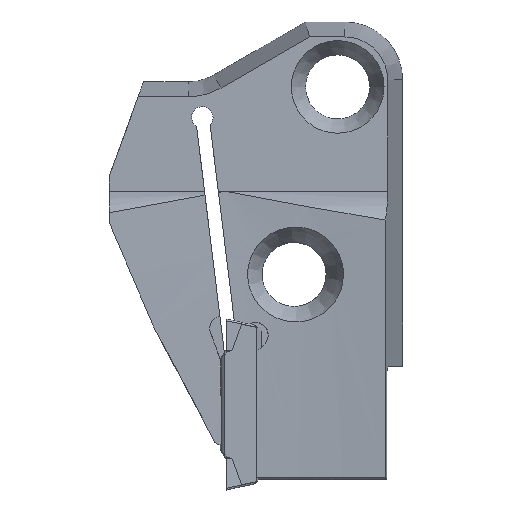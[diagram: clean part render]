
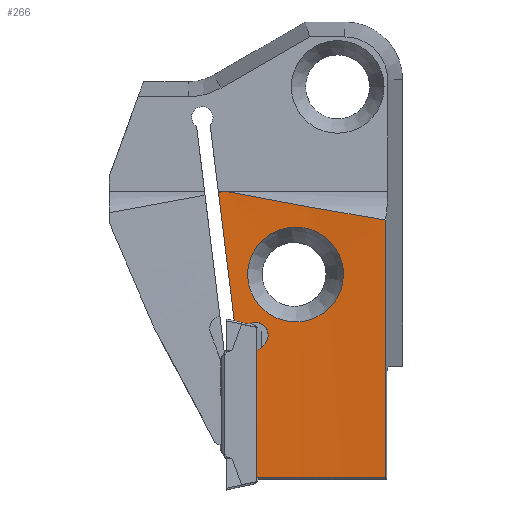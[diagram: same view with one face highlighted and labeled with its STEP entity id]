
A CAD part, left-side view. The second image highlights one B-rep face of the part: STEP entity #266.
In plain terms, the highlighted cylindrical face has radius 147.41 mm (diameter 294.82 mm), a partial arc.
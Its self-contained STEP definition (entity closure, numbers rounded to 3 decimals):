
#266=ADVANCED_FACE('',(#812,#813),#381,.F.);
#381=CYLINDRICAL_SURFACE('',#2115,147.41);
#403=ELLIPSE('',#2112,1209.574,147.41);
#404=ELLIPSE('',#2113,150.703,147.41);
#405=ELLIPSE('',#2114,192.43,147.41);
#438=CIRCLE('',#2111,147.41);
#470=LINE('',#2776,#637);
#471=LINE('',#2781,#638);
#637=VECTOR('',#2270,1.);
#638=VECTOR('',#2273,1.);
#812=FACE_BOUND('',#831,.T.);
#813=FACE_BOUND('',#832,.T.);
#831=EDGE_LOOP('',(#956));
#832=EDGE_LOOP('',(#957,#958,#959,#960,#961,#962,#963,#964,#965));
#956=ORIENTED_EDGE('',*,*,#1751,.F.);
#957=ORIENTED_EDGE('',*,*,#1752,.T.);
#958=ORIENTED_EDGE('',*,*,#1753,.T.);
#959=ORIENTED_EDGE('',*,*,#1754,.T.);
#960=ORIENTED_EDGE('',*,*,#1755,.T.);
#961=ORIENTED_EDGE('',*,*,#1756,.T.);
#962=ORIENTED_EDGE('',*,*,#1757,.T.);
#963=ORIENTED_EDGE('',*,*,#1758,.T.);
#964=ORIENTED_EDGE('',*,*,#1759,.F.);
#965=ORIENTED_EDGE('',*,*,#1760,.F.);
#1556=VERTEX_POINT('',#2775);
#1557=VERTEX_POINT('',#2777);
#1558=VERTEX_POINT('',#2778);
#1559=VERTEX_POINT('',#2780);
#1560=VERTEX_POINT('',#2782);
#1561=VERTEX_POINT('',#2787);
#1562=VERTEX_POINT('',#2792);
#1563=VERTEX_POINT('',#2794);
#1564=VERTEX_POINT('',#2796);
#1565=VERTEX_POINT('',#2828);
#1751=EDGE_CURVE('',#1556,#1556,#2051,.T.);
#1752=EDGE_CURVE('',#1557,#1558,#470,.T.);
#1753=EDGE_CURVE('',#1558,#1559,#438,.T.);
#1754=EDGE_CURVE('',#1559,#1560,#471,.T.);
#1755=EDGE_CURVE('',#1560,#1561,#2052,.T.);
#1756=EDGE_CURVE('',#1561,#1562,#2053,.T.);
#1757=EDGE_CURVE('',#1562,#1563,#403,.T.);
#1758=EDGE_CURVE('',#1563,#1564,#404,.T.);
#1759=EDGE_CURVE('',#1565,#1564,#2054,.T.);
#1760=EDGE_CURVE('',#1557,#1565,#405,.T.);
#2051=B_SPLINE_CURVE_WITH_KNOTS('',3,(#2757,#2758,#2759,#2760,#2761,#2762,
#2763,#2764,#2765,#2766,#2767,#2768,#2769,#2770,#2771,#2772,#2773,#2774),
 .UNSPECIFIED.,.T.,.F.,(2,2,2,2,2,2,2,2,2,2,2),(-0.125,0.,0.125,0.25,0.375,
0.5,0.625,0.75,0.875,1.,1.125),.UNSPECIFIED.);
#2052=B_SPLINE_CURVE_WITH_KNOTS('',3,(#2783,#2784,#2785,#2786),
 .UNSPECIFIED.,.F.,.F.,(4,4),(0.,1.),.UNSPECIFIED.);
#2053=B_SPLINE_CURVE_WITH_KNOTS('',3,(#2788,#2789,#2790,#2791),
 .UNSPECIFIED.,.F.,.F.,(4,4),(0.,1.),.UNSPECIFIED.);
#2054=B_SPLINE_CURVE_WITH_KNOTS('',3,(#2797,#2798,#2799,#2800,#2801,#2802,
#2803,#2804,#2805,#2806,#2807,#2808,#2809,#2810,#2811,#2812,#2813,#2814,
#2815,#2816,#2817,#2818,#2819,#2820,#2821,#2822,#2823,#2824,#2825,#2826,
#2827),.UNSPECIFIED.,.F.,.F.,(4,3,3,3,3,3,3,3,3,3,4),(0.,0.11,
0.225,0.295,0.41,0.524,
0.638,0.753,0.867,0.982,
1.),.UNSPECIFIED.);
#2111=AXIS2_PLACEMENT_3D('',#2779,#2271,#2272);
#2112=AXIS2_PLACEMENT_3D('',#2793,#2274,#2275);
#2113=AXIS2_PLACEMENT_3D('',#2795,#2276,#2277);
#2114=AXIS2_PLACEMENT_3D('',#2829,#2278,#2279);
#2115=AXIS2_PLACEMENT_3D('',#2830,#2280,#2281);
#2270=DIRECTION('',(0.,0.,-1.));
#2271=DIRECTION('',(0.,0.,-1.));
#2272=DIRECTION('',(0.,1.,0.));
#2273=DIRECTION('',(0.,0.,1.));
#2274=DIRECTION('',(0.,0.993,-0.122));
#2275=DIRECTION('',(0.,-0.122,-0.993));
#2276=DIRECTION('',(0.,0.208,-0.978));
#2277=DIRECTION('',(0.,-0.978,-0.208));
#2278=DIRECTION('',(0.,-0.643,-0.766));
#2279=DIRECTION('',(0.,0.766,-0.643));
#2280=DIRECTION('',(0.,0.,-1.));
#2281=DIRECTION('',(0.,1.,0.));
#2757=CARTESIAN_POINT('',(-1.175,6.663,-37.207));
#2758=CARTESIAN_POINT('',(-1.301,5.262,-34.613));
#2759=CARTESIAN_POINT('',(-1.315,5.117,-33.054));
#2760=CARTESIAN_POINT('',(-1.235,5.986,-30.272));
#2761=CARTESIAN_POINT('',(-1.143,7.002,-29.069));
#2762=CARTESIAN_POINT('',(-0.953,9.579,-27.722));
#2763=CARTESIAN_POINT('',(-0.86,11.131,-27.568));
#2764=CARTESIAN_POINT('',(-0.734,13.948,-28.413));
#2765=CARTESIAN_POINT('',(-0.701,15.163,-29.4));
#2766=CARTESIAN_POINT('',(-0.671,16.55,-31.967));
#2767=CARTESIAN_POINT('',(-0.669,16.703,-33.539));
#2768=CARTESIAN_POINT('',(-0.686,15.839,-36.319));
#2769=CARTESIAN_POINT('',(-0.706,14.833,-37.523));
#2770=CARTESIAN_POINT('',(-0.805,12.223,-38.885));
#2771=CARTESIAN_POINT('',(-0.886,10.668,-39.024));
#2772=CARTESIAN_POINT('',(-1.072,7.882,-38.183));
#2773=CARTESIAN_POINT('',(-1.175,6.663,-37.207));
#2774=CARTESIAN_POINT('',(-1.301,5.262,-34.613));
#2775=CARTESIAN_POINT('',(-1.238,5.963,-35.91));
#2776=CARTESIAN_POINT('',(-0.695,15.468,-44.016));
#2777=CARTESIAN_POINT('',(-0.695,15.468,-42.251));
#2778=CARTESIAN_POINT('',(-0.695,15.468,-57.016));
#2779=CARTESIAN_POINT('',(-148.06,19.115,-57.016));
#2780=CARTESIAN_POINT('',(-1.844,0.392,-57.016));
#2781=CARTESIAN_POINT('',(-1.844,0.392,-44.016));
#2782=CARTESIAN_POINT('',(-1.844,0.392,-26.935));
#2783=CARTESIAN_POINT('',(-1.844,0.392,-26.935));
#2784=CARTESIAN_POINT('',(-1.045,6.631,-25.951));
#2785=CARTESIAN_POINT('',(-0.65,12.865,-24.76));
#2786=CARTESIAN_POINT('',(-0.65,19.115,-23.571));
#2787=CARTESIAN_POINT('',(-0.65,19.115,-23.571));
#2788=CARTESIAN_POINT('',(-0.65,19.115,-23.571));
#2789=CARTESIAN_POINT('',(-0.65,19.385,-23.623));
#2790=CARTESIAN_POINT('',(-0.651,19.656,-23.674));
#2791=CARTESIAN_POINT('',(-0.652,19.927,-23.726));
#2792=CARTESIAN_POINT('',(-0.652,19.927,-23.726));
#2793=CARTESIAN_POINT('',(-148.06,19.115,-30.341));
#2794=CARTESIAN_POINT('',(-0.654,18.084,-38.735));
#2795=CARTESIAN_POINT('',(-148.06,19.115,-38.516));
#2796=CARTESIAN_POINT('',(-0.676,16.344,-39.105));
#2797=CARTESIAN_POINT('',(-0.718,14.651,-41.565));
#2798=CARTESIAN_POINT('',(-0.721,14.527,-41.461));
#2799=CARTESIAN_POINT('',(-0.725,14.419,-41.335));
#2800=CARTESIAN_POINT('',(-0.728,14.335,-41.197));
#2801=CARTESIAN_POINT('',(-0.73,14.247,-41.054));
#2802=CARTESIAN_POINT('',(-0.733,14.183,-40.893));
#2803=CARTESIAN_POINT('',(-0.734,14.148,-40.729));
#2804=CARTESIAN_POINT('',(-0.734,14.126,-40.626));
#2805=CARTESIAN_POINT('',(-0.735,14.115,-40.521));
#2806=CARTESIAN_POINT('',(-0.735,14.115,-40.416));
#2807=CARTESIAN_POINT('',(-0.735,14.115,-40.248));
#2808=CARTESIAN_POINT('',(-0.734,14.144,-40.078));
#2809=CARTESIAN_POINT('',(-0.732,14.199,-39.919));
#2810=CARTESIAN_POINT('',(-0.73,14.255,-39.761));
#2811=CARTESIAN_POINT('',(-0.727,14.339,-39.61));
#2812=CARTESIAN_POINT('',(-0.724,14.443,-39.479));
#2813=CARTESIAN_POINT('',(-0.721,14.548,-39.348));
#2814=CARTESIAN_POINT('',(-0.717,14.677,-39.233));
#2815=CARTESIAN_POINT('',(-0.713,14.819,-39.144));
#2816=CARTESIAN_POINT('',(-0.708,14.962,-39.055));
#2817=CARTESIAN_POINT('',(-0.704,15.121,-38.989));
#2818=CARTESIAN_POINT('',(-0.7,15.285,-38.952));
#2819=CARTESIAN_POINT('',(-0.696,15.449,-38.915));
#2820=CARTESIAN_POINT('',(-0.691,15.621,-38.906));
#2821=CARTESIAN_POINT('',(-0.688,15.788,-38.926));
#2822=CARTESIAN_POINT('',(-0.684,15.955,-38.945));
#2823=CARTESIAN_POINT('',(-0.68,16.121,-38.994));
#2824=CARTESIAN_POINT('',(-0.677,16.272,-39.067));
#2825=CARTESIAN_POINT('',(-0.677,16.296,-39.079));
#2826=CARTESIAN_POINT('',(-0.676,16.32,-39.092));
#2827=CARTESIAN_POINT('',(-0.676,16.344,-39.105));
#2828=CARTESIAN_POINT('',(-0.718,14.651,-41.565));
#2829=CARTESIAN_POINT('',(-148.06,19.115,-45.311));
#2830=CARTESIAN_POINT('',(-148.06,19.115,-44.016));
